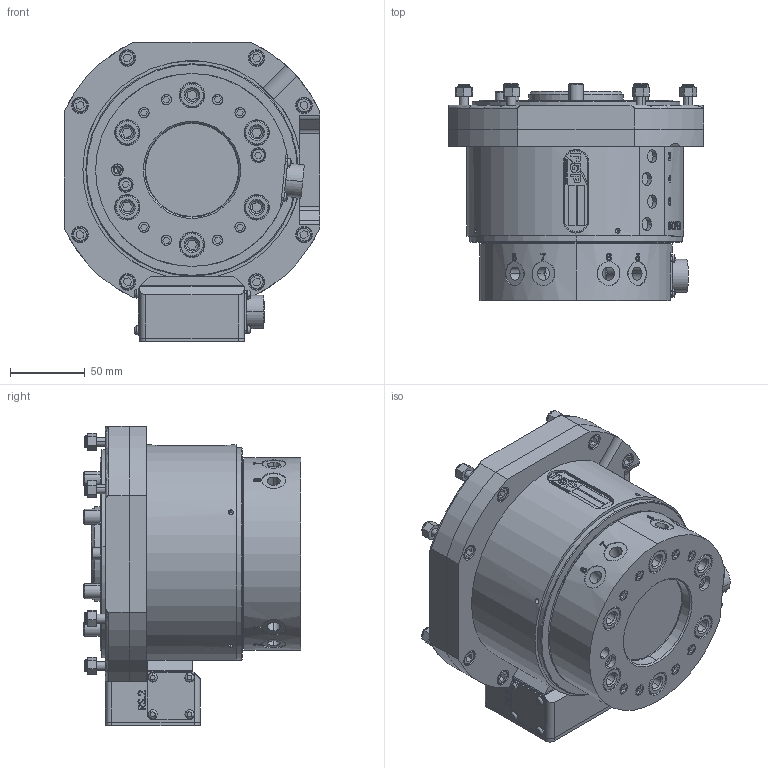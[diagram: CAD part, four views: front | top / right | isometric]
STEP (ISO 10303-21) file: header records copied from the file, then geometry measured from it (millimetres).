
FILE_DESCRIPTION (( 'STEP AP203' ), '1' );
FILE_NAME ('P1911.STEP', '2020-01-30T07:50:05', ( '' ), ( '' ), 'SwSTEP 2.0', 'SolidWorks 2017', '' );
FILE_SCHEMA (( 'CONFIG_CONTROL_DESIGN' ));
Products named in the file (1): P1911
Bounding box: 171 x 145.2 x 200.5 mm (x, y, z)
Volume: 3308674.7 mm3; surface area: 430250.2 mm2
Topology: 96 solids, 96 shells, 2705 faces, 6443 edges, 4174 vertices
Faces by surface type: plane 1085, cylinder 847, bspline 392, cone 265, torus 104, sphere 12
Entity records: 116225 total; most frequent: CARTESIAN_POINT 54601, ORIENTED_EDGE 12878, DIRECTION 12064, EDGE_CURVE 6439, AXIS2_PLACEMENT_3D 4432, VERTEX_POINT 4174, VECTOR 3200, LINE 3200
